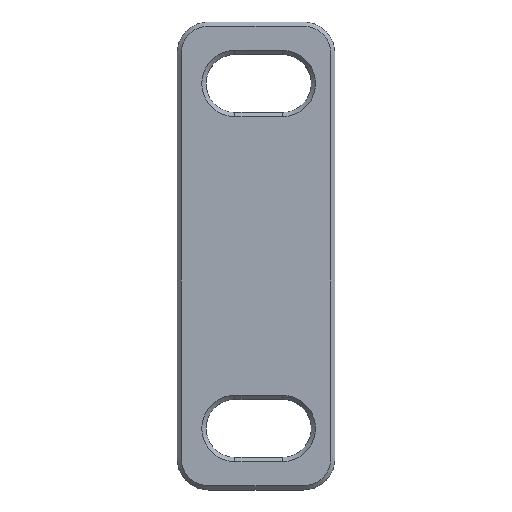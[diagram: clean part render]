
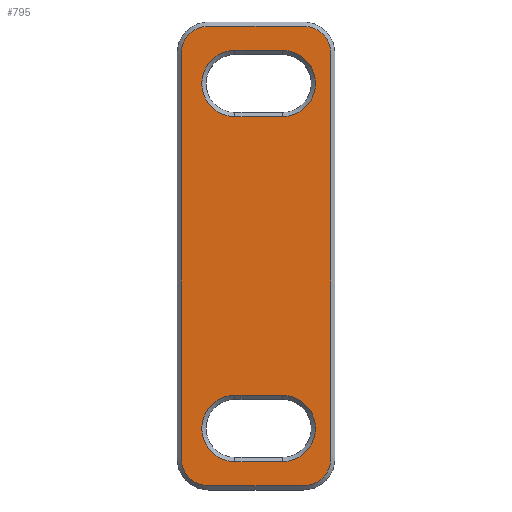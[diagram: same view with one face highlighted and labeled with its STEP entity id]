
A CAD part, top view. The second image highlights one B-rep face of the part: STEP entity #795.
In plain terms, the highlighted planar face has unit normal (0, 0, 1).
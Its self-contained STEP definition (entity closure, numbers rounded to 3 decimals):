
#17=FACE_BOUND('',#158,.T.);
#18=FACE_BOUND('',#159,.T.);
#47=CIRCLE('',#876,3.15);
#49=CIRCLE('',#880,3.15);
#50=CIRCLE('',#883,2.6);
#51=CIRCLE('',#884,2.6);
#52=CIRCLE('',#885,2.6);
#53=CIRCLE('',#886,2.6);
#54=CIRCLE('',#887,3.15);
#55=CIRCLE('',#888,3.15);
#105=FACE_OUTER_BOUND('',#157,.T.);
#157=EDGE_LOOP('',(#647,#648,#649,#650,#651,#652,#653,#654));
#158=EDGE_LOOP('',(#655,#656,#657,#658));
#159=EDGE_LOOP('',(#659,#660,#661,#662));
#227=LINE('',#1297,#307);
#231=LINE('',#1308,#311);
#234=LINE('',#1319,#314);
#235=LINE('',#1323,#315);
#236=LINE('',#1327,#316);
#237=LINE('',#1330,#317);
#238=LINE('',#1333,#318);
#239=LINE('',#1337,#319);
#307=VECTOR('',#1053,10.);
#311=VECTOR('',#1065,10.);
#314=VECTOR('',#1078,10.);
#315=VECTOR('',#1081,10.);
#316=VECTOR('',#1084,10.);
#317=VECTOR('',#1087,10.);
#318=VECTOR('',#1088,10.);
#319=VECTOR('',#1091,10.);
#382=VERTEX_POINT('',#1294);
#383=VERTEX_POINT('',#1296);
#385=VERTEX_POINT('',#1301);
#386=VERTEX_POINT('',#1306);
#387=VERTEX_POINT('',#1315);
#388=VERTEX_POINT('',#1316);
#389=VERTEX_POINT('',#1318);
#390=VERTEX_POINT('',#1320);
#391=VERTEX_POINT('',#1322);
#392=VERTEX_POINT('',#1324);
#393=VERTEX_POINT('',#1326);
#394=VERTEX_POINT('',#1328);
#395=VERTEX_POINT('',#1331);
#396=VERTEX_POINT('',#1332);
#397=VERTEX_POINT('',#1334);
#398=VERTEX_POINT('',#1336);
#471=EDGE_CURVE('',#382,#383,#227,.T.);
#474=EDGE_CURVE('',#385,#382,#47,.T.);
#477=EDGE_CURVE('',#386,#385,#231,.T.);
#479=EDGE_CURVE('',#383,#386,#49,.T.);
#481=EDGE_CURVE('',#387,#388,#50,.T.);
#482=EDGE_CURVE('',#389,#387,#234,.T.);
#483=EDGE_CURVE('',#390,#389,#51,.T.);
#484=EDGE_CURVE('',#391,#390,#235,.T.);
#485=EDGE_CURVE('',#392,#391,#52,.T.);
#486=EDGE_CURVE('',#393,#392,#236,.T.);
#487=EDGE_CURVE('',#394,#393,#53,.T.);
#488=EDGE_CURVE('',#388,#394,#237,.T.);
#489=EDGE_CURVE('',#395,#396,#238,.T.);
#490=EDGE_CURVE('',#397,#395,#54,.T.);
#491=EDGE_CURVE('',#398,#397,#239,.T.);
#492=EDGE_CURVE('',#396,#398,#55,.T.);
#647=ORIENTED_EDGE('',*,*,#481,.F.);
#648=ORIENTED_EDGE('',*,*,#482,.F.);
#649=ORIENTED_EDGE('',*,*,#483,.F.);
#650=ORIENTED_EDGE('',*,*,#484,.F.);
#651=ORIENTED_EDGE('',*,*,#485,.F.);
#652=ORIENTED_EDGE('',*,*,#486,.F.);
#653=ORIENTED_EDGE('',*,*,#487,.F.);
#654=ORIENTED_EDGE('',*,*,#488,.F.);
#655=ORIENTED_EDGE('',*,*,#489,.F.);
#656=ORIENTED_EDGE('',*,*,#490,.F.);
#657=ORIENTED_EDGE('',*,*,#491,.F.);
#658=ORIENTED_EDGE('',*,*,#492,.F.);
#659=ORIENTED_EDGE('',*,*,#471,.F.);
#660=ORIENTED_EDGE('',*,*,#474,.F.);
#661=ORIENTED_EDGE('',*,*,#477,.F.);
#662=ORIENTED_EDGE('',*,*,#479,.F.);
#754=PLANE('',#882);
#795=ADVANCED_FACE('',(#105,#17,#18),#754,.T.);
#876=AXIS2_PLACEMENT_3D('',#1303,#1058,#1059);
#880=AXIS2_PLACEMENT_3D('',#1311,#1069,#1070);
#882=AXIS2_PLACEMENT_3D('',#1314,#1074,#1075);
#883=AXIS2_PLACEMENT_3D('',#1317,#1076,#1077);
#884=AXIS2_PLACEMENT_3D('',#1321,#1079,#1080);
#885=AXIS2_PLACEMENT_3D('',#1325,#1082,#1083);
#886=AXIS2_PLACEMENT_3D('',#1329,#1085,#1086);
#887=AXIS2_PLACEMENT_3D('',#1335,#1089,#1090);
#888=AXIS2_PLACEMENT_3D('',#1338,#1092,#1093);
#1053=DIRECTION('',(-1.,0.,0.));
#1058=DIRECTION('center_axis',(0.,0.,1.));
#1059=DIRECTION('ref_axis',(1.,0.,0.));
#1065=DIRECTION('',(1.,0.,0.));
#1069=DIRECTION('center_axis',(0.,0.,1.));
#1070=DIRECTION('ref_axis',(-1.,0.,0.));
#1074=DIRECTION('center_axis',(0.,0.,1.));
#1075=DIRECTION('ref_axis',(-1.,0.,0.));
#1076=DIRECTION('center_axis',(0.,0.,-1.));
#1077=DIRECTION('ref_axis',(-0.707,-0.707,0.));
#1078=DIRECTION('',(-1.,0.,0.));
#1079=DIRECTION('center_axis',(0.,0.,-1.));
#1080=DIRECTION('ref_axis',(0.707,-0.707,0.));
#1081=DIRECTION('',(0.,-1.,0.));
#1082=DIRECTION('center_axis',(0.,0.,-1.));
#1083=DIRECTION('ref_axis',(0.707,0.707,0.));
#1084=DIRECTION('',(1.,0.,0.));
#1085=DIRECTION('center_axis',(0.,0.,-1.));
#1086=DIRECTION('ref_axis',(-0.707,0.707,0.));
#1087=DIRECTION('',(0.,1.,0.));
#1088=DIRECTION('',(1.,0.,0.));
#1089=DIRECTION('center_axis',(0.,0.,1.));
#1090=DIRECTION('ref_axis',(-1.,0.,0.));
#1091=DIRECTION('',(-1.,0.,0.));
#1092=DIRECTION('center_axis',(0.,0.,1.));
#1093=DIRECTION('ref_axis',(1.,0.,0.));
#1294=CARTESIAN_POINT('',(70.125,-65.741,9.));
#1296=CARTESIAN_POINT('',(65.625,-65.741,9.));
#1297=CARTESIAN_POINT('',(32.812,-65.741,9.));
#1301=CARTESIAN_POINT('',(70.125,-72.041,9.));
#1303=CARTESIAN_POINT('Origin',(70.125,-68.891,9.));
#1306=CARTESIAN_POINT('',(65.625,-72.041,9.));
#1308=CARTESIAN_POINT('',(35.062,-72.041,9.));
#1311=CARTESIAN_POINT('Origin',(65.625,-68.891,9.));
#1314=CARTESIAN_POINT('Origin',(0.,-26.454,9.));
#1315=CARTESIAN_POINT('',(63.125,-74.333,9.));
#1316=CARTESIAN_POINT('',(60.525,-71.733,9.));
#1317=CARTESIAN_POINT('Origin',(63.125,-71.733,9.));
#1318=CARTESIAN_POINT('',(72.125,-74.333,9.));
#1319=CARTESIAN_POINT('',(30.062,-74.333,9.));
#1320=CARTESIAN_POINT('',(74.725,-71.733,9.));
#1321=CARTESIAN_POINT('Origin',(72.125,-71.733,9.));
#1322=CARTESIAN_POINT('',(74.725,-33.283,9.));
#1323=CARTESIAN_POINT('',(74.725,-50.594,9.));
#1324=CARTESIAN_POINT('',(72.125,-30.683,9.));
#1325=CARTESIAN_POINT('Origin',(72.125,-33.283,9.));
#1326=CARTESIAN_POINT('',(63.125,-30.683,9.));
#1327=CARTESIAN_POINT('',(37.562,-30.683,9.));
#1328=CARTESIAN_POINT('',(60.525,-33.283,9.));
#1329=CARTESIAN_POINT('Origin',(63.125,-33.283,9.));
#1330=CARTESIAN_POINT('',(60.525,-28.369,9.));
#1331=CARTESIAN_POINT('',(65.625,-39.275,9.));
#1332=CARTESIAN_POINT('',(70.125,-39.275,9.));
#1333=CARTESIAN_POINT('',(35.062,-39.275,9.));
#1334=CARTESIAN_POINT('',(65.625,-32.975,9.));
#1335=CARTESIAN_POINT('Origin',(65.625,-36.125,9.));
#1336=CARTESIAN_POINT('',(70.125,-32.975,9.));
#1337=CARTESIAN_POINT('',(32.812,-32.975,9.));
#1338=CARTESIAN_POINT('Origin',(70.125,-36.125,9.));
